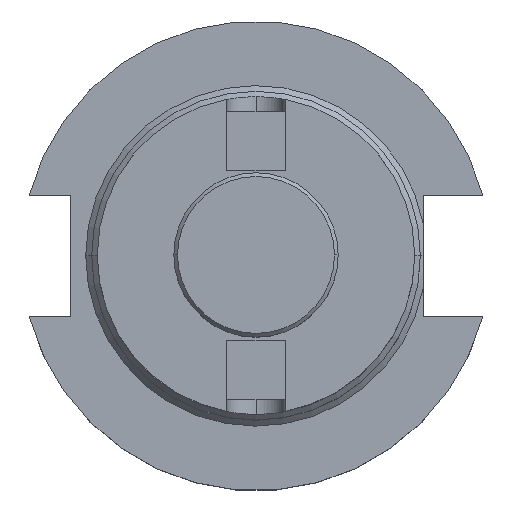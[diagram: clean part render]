
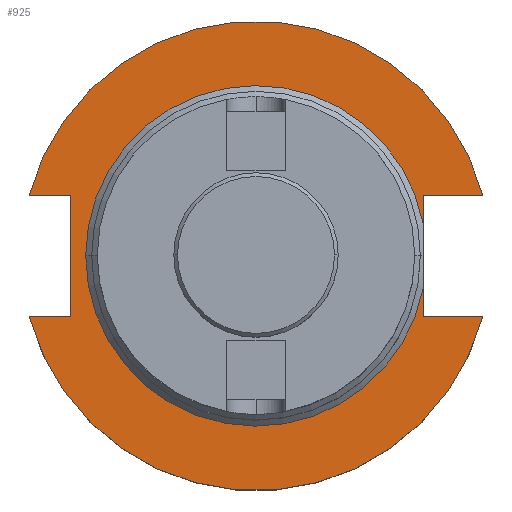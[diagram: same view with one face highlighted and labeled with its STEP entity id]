
A CAD part, top view. The second image highlights one B-rep face of the part: STEP entity #925.
In plain terms, the highlighted planar face has unit normal (0, 0, 1).
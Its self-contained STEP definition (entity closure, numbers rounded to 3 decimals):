
#3 = EDGE_CURVE ( 'NONE', #2274, #1802, #504, .T. ) ;
#35 = CARTESIAN_POINT ( 'NONE',  ( 22.606, 22.225, 19.05 ) ) ;
#51 = DIRECTION ( 'NONE',  ( 0., -1., 0. ) ) ;
#86 = EDGE_CURVE ( 'NONE', #1634, #2274, #99, .T. ) ;
#88 = CARTESIAN_POINT ( 'NONE',  ( 30.675, 8.191, 19.05 ) ) ;
#99 = LINE ( 'NONE', #35, #2152 ) ;
#140 = CARTESIAN_POINT ( 'NONE',  ( 0., -8.191, 19.05 ) ) ;
#149 = VECTOR ( 'NONE', #1172, 1000. ) ;
#153 = VECTOR ( 'NONE', #683, 1000. ) ;
#166 = ORIENTED_EDGE ( 'NONE', *, *, #2332, .T. ) ;
#180 = VECTOR ( 'NONE', #51, 1000. ) ;
#244 = LINE ( 'NONE', #1586, #180 ) ;
#264 = CARTESIAN_POINT ( 'NONE',  ( 0., 0., 19.05 ) ) ;
#265 = ORIENTED_EDGE ( 'NONE', *, *, #2515, .T. ) ;
#272 = EDGE_CURVE ( 'NONE', #1450, #1205, #2043, .T. ) ;
#285 = ORIENTED_EDGE ( 'NONE', *, *, #3, .T. ) ;
#289 = AXIS2_PLACEMENT_3D ( 'NONE', #264, #1437, #1249 ) ;
#292 = CARTESIAN_POINT ( 'NONE',  ( -25.091, -8.191, 19.05 ) ) ;
#339 = AXIS2_PLACEMENT_3D ( 'NONE', #665, #1640, #2038 ) ;
#355 = ORIENTED_EDGE ( 'NONE', *, *, #86, .T. ) ;
#373 = LINE ( 'NONE', #140, #2237 ) ;
#375 = EDGE_CURVE ( 'NONE', #2163, #903, #1383, .T. ) ;
#504 = CIRCLE ( 'NONE', #932, 23.025 ) ;
#532 = CIRCLE ( 'NONE', #339, 31.75 ) ;
#653 = DIRECTION ( 'NONE',  ( 0., 0., -1. ) ) ;
#661 = ORIENTED_EDGE ( 'NONE', *, *, #272, .F. ) ;
#665 = CARTESIAN_POINT ( 'NONE',  ( 0., 0., 19.05 ) ) ;
#683 = DIRECTION ( 'NONE',  ( 1., 0., 0. ) ) ;
#712 = CIRCLE ( 'NONE', #769, 23.025 ) ;
#742 = VECTOR ( 'NONE', #2230, 1000. ) ;
#769 = AXIS2_PLACEMENT_3D ( 'NONE', #2383, #653, #861 ) ;
#782 = CARTESIAN_POINT ( 'NONE',  ( 0., 8.191, 19.05 ) ) ;
#803 = CARTESIAN_POINT ( 'NONE',  ( -30.675, 8.191, 19.05 ) ) ;
#861 = DIRECTION ( 'NONE',  ( -1., 0., 0. ) ) ;
#897 = CARTESIAN_POINT ( 'NONE',  ( -30.675, -8.191, 19.05 ) ) ;
#903 = VERTEX_POINT ( 'NONE', #2355 ) ;
#925 = ADVANCED_FACE ( 'NONE', ( #2369 ), #1026, .F. ) ;
#932 = AXIS2_PLACEMENT_3D ( 'NONE', #2512, #1372, #1343 ) ;
#965 = EDGE_CURVE ( 'NONE', #903, #1205, #244, .T. ) ;
#996 = ORIENTED_EDGE ( 'NONE', *, *, #1495, .F. ) ;
#1026 = PLANE ( 'NONE',  #2016 ) ;
#1120 = EDGE_LOOP ( 'NONE', ( #355, #285, #1812, #265, #1499, #166, #1288, #2192, #661, #2465, #996 ) ) ;
#1125 = CARTESIAN_POINT ( 'NONE',  ( 22.606, 4.373, 19.05 ) ) ;
#1162 = DIRECTION ( 'NONE',  ( -1., 0., 0. ) ) ;
#1172 = DIRECTION ( 'NONE',  ( 0., 1., 0. ) ) ;
#1180 = VERTEX_POINT ( 'NONE', #2217 ) ;
#1204 = DIRECTION ( 'NONE',  ( 0., 1., 0. ) ) ;
#1205 = VERTEX_POINT ( 'NONE', #292 ) ;
#1249 = DIRECTION ( 'NONE',  ( 1., 0., 0. ) ) ;
#1268 = LINE ( 'NONE', #782, #2097 ) ;
#1288 = ORIENTED_EDGE ( 'NONE', *, *, #375, .T. ) ;
#1343 = DIRECTION ( 'NONE',  ( -1., 0., 0. ) ) ;
#1372 = DIRECTION ( 'NONE',  ( 0., 0., -1. ) ) ;
#1383 = LINE ( 'NONE', #1641, #153 ) ;
#1391 = VERTEX_POINT ( 'NONE', #1125 ) ;
#1402 = CARTESIAN_POINT ( 'NONE',  ( 0., 22.225, 19.05 ) ) ;
#1437 = DIRECTION ( 'NONE',  ( 0., 0., 1. ) ) ;
#1450 = VERTEX_POINT ( 'NONE', #897 ) ;
#1478 = VERTEX_POINT ( 'NONE', #88 ) ;
#1495 = EDGE_CURVE ( 'NONE', #1634, #1180, #373, .T. ) ;
#1499 = ORIENTED_EDGE ( 'NONE', *, *, #1657, .F. ) ;
#1515 = DIRECTION ( 'NONE',  ( 1., 0., 0. ) ) ;
#1569 = DIRECTION ( 'NONE',  ( -1., 0., 0. ) ) ;
#1586 = CARTESIAN_POINT ( 'NONE',  ( -25.091, 8.191, 19.05 ) ) ;
#1634 = VERTEX_POINT ( 'NONE', #2491 ) ;
#1640 = DIRECTION ( 'NONE',  ( 0., 0., 1. ) ) ;
#1641 = CARTESIAN_POINT ( 'NONE',  ( -61.091, 8.191, 19.05 ) ) ;
#1657 = EDGE_CURVE ( 'NONE', #1478, #1810, #1268, .T. ) ;
#1727 = LINE ( 'NONE', #2317, #149 ) ;
#1792 = CARTESIAN_POINT ( 'NONE',  ( 22.606, 8.191, 19.05 ) ) ;
#1802 = VERTEX_POINT ( 'NONE', #2138 ) ;
#1810 = VERTEX_POINT ( 'NONE', #1792 ) ;
#1812 = ORIENTED_EDGE ( 'NONE', *, *, #1915, .T. ) ;
#1915 = EDGE_CURVE ( 'NONE', #1802, #1391, #712, .T. ) ;
#2004 = CARTESIAN_POINT ( 'NONE',  ( 22.606, -4.373, 19.05 ) ) ;
#2016 = AXIS2_PLACEMENT_3D ( 'NONE', #1402, #2142, #1569 ) ;
#2038 = DIRECTION ( 'NONE',  ( 1., 0., 0. ) ) ;
#2043 = LINE ( 'NONE', #2201, #742 ) ;
#2063 = CIRCLE ( 'NONE', #289, 31.75 ) ;
#2097 = VECTOR ( 'NONE', #1162, 1000. ) ;
#2138 = CARTESIAN_POINT ( 'NONE',  ( -23.025, 0., 19.05 ) ) ;
#2142 = DIRECTION ( 'NONE',  ( 0., 0., -1. ) ) ;
#2152 = VECTOR ( 'NONE', #1204, 1000. ) ;
#2163 = VERTEX_POINT ( 'NONE', #803 ) ;
#2192 = ORIENTED_EDGE ( 'NONE', *, *, #965, .T. ) ;
#2201 = CARTESIAN_POINT ( 'NONE',  ( -61.091, -8.191, 19.05 ) ) ;
#2217 = CARTESIAN_POINT ( 'NONE',  ( 30.675, -8.191, 19.05 ) ) ;
#2230 = DIRECTION ( 'NONE',  ( 1., 0., 0. ) ) ;
#2237 = VECTOR ( 'NONE', #1515, 1000. ) ;
#2274 = VERTEX_POINT ( 'NONE', #2004 ) ;
#2317 = CARTESIAN_POINT ( 'NONE',  ( 22.606, 22.225, 19.05 ) ) ;
#2332 = EDGE_CURVE ( 'NONE', #1478, #2163, #2063, .T. ) ;
#2348 = EDGE_CURVE ( 'NONE', #1450, #1180, #532, .T. ) ;
#2355 = CARTESIAN_POINT ( 'NONE',  ( -25.091, 8.191, 19.05 ) ) ;
#2369 = FACE_OUTER_BOUND ( 'NONE', #1120, .T. ) ;
#2383 = CARTESIAN_POINT ( 'NONE',  ( 0., 0., 19.05 ) ) ;
#2465 = ORIENTED_EDGE ( 'NONE', *, *, #2348, .T. ) ;
#2491 = CARTESIAN_POINT ( 'NONE',  ( 22.606, -8.191, 19.05 ) ) ;
#2512 = CARTESIAN_POINT ( 'NONE',  ( 0., 0., 19.05 ) ) ;
#2515 = EDGE_CURVE ( 'NONE', #1391, #1810, #1727, .T. ) ;
